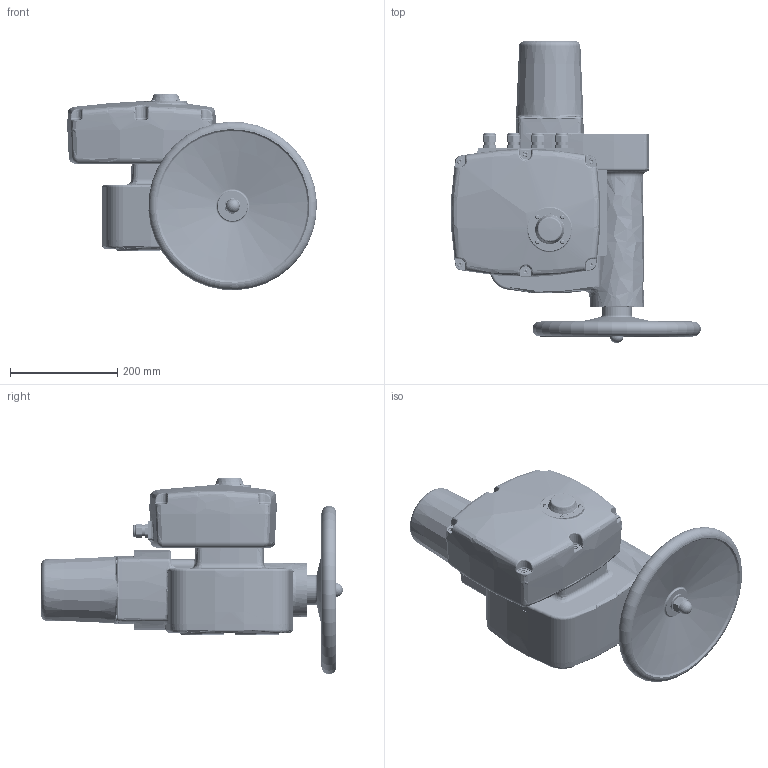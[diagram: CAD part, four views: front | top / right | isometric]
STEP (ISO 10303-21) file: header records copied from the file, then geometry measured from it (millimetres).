
FILE_DESCRIPTION(/* description */ (''),/* implementation_level */ '2;1');
FILE_NAME(/* name */ 'E3DM-210-0013.stp',/* time_stamp */ '2016-11-15T10:22:04+01:00',/* author */ ('Hellwig'),/* organization */ (''),/* preprocessor_version */ 'ST-DEVELOPER v15.6',/* originating_system */ 'Autodesk Inventor 2015',/* authorisation */ '');
FILE_SCHEMA (('AUTOMOTIVE_DESIGN { 1 0 10303 214 3 1 1 }'));
Length unit declared in the file: centimetre
Products named in the file (1): M18415
Bounding box: 466.38 x 564 x 366.76 mm (x, y, z)
Volume: 8947865.2 mm3; surface area: 1658231.3 mm2
Topology: 10 solids, 71 shells, 4191 faces, 10226 edges, 6146 vertices
Faces by surface type: cylinder 1270, plane 1235, bspline 662, torus 557, cone 316, sphere 151
Full cylindrical faces by diameter (mm): 2.5 x2, 3 x2, 3.242 x12, 3.7 x5, 4 x4, 4.134 x1, 4.7 x6, 4.917 x26, 6 x16, 6.5 x20, 6.647 x8, 7.8 x6, 8 x8, 8.5 x2, 9 x8, 10 x24, 10.106 x4, 10.5 x1, 11 x20, 12 x5, 12.3 x4, 13 x8, 13.5 x4, 13.7 x4, 14 x3, 14.1 x4, 14.6 x2, 15 x14, 15.294 x1, 17 x1
Entity records: 143542 total; most frequent: CARTESIAN_POINT 48897, DIRECTION 18706, ORIENTED_EDGE 18336, EDGE_CURVE 9146, AXIS2_PLACEMENT_3D 8004, VERTEX_POINT 5851, EDGE_LOOP 5069, CIRCLE 4359
